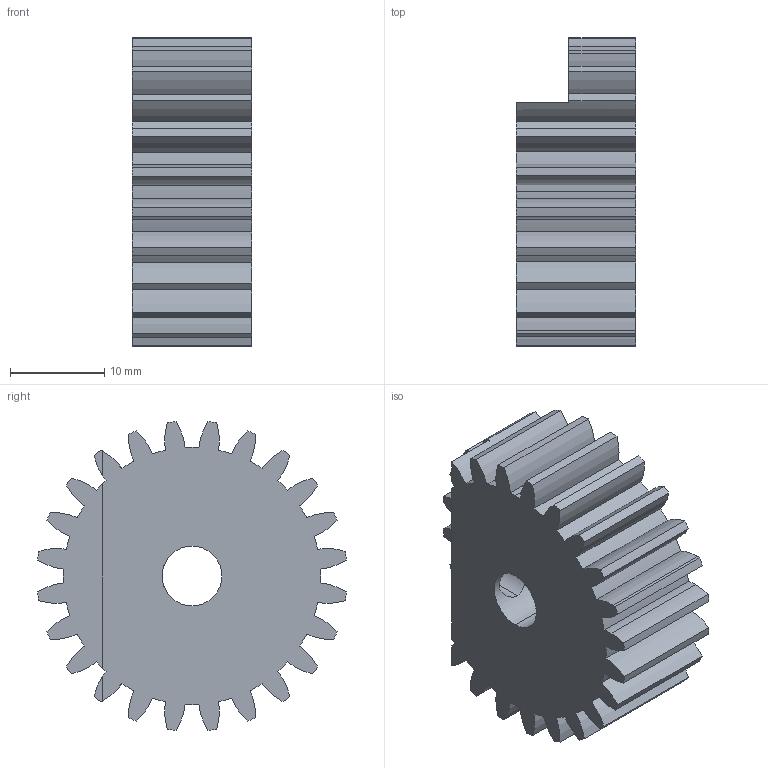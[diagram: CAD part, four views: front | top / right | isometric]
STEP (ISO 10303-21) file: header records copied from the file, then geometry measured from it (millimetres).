
FILE_DESCRIPTION (( 'STEP AP203' ), '1' );
FILE_NAME ('am-2632 24t Gear with Clamp.STEP', '2014-01-16T20:38:50', ( '' ), ( '' ), 'SwSTEP 2.0', 'SolidWorks 2010', '' );
FILE_SCHEMA (( 'CONFIG_CONTROL_DESIGN' ));
Length unit declared in the file: inch
Products named in the file (1): am-2632 24t Gear with Clamp
Bounding box: 12.7 x 32.84 x 32.84 mm (x, y, z)
Volume: 7994.8 mm3; surface area: 4018.9 mm2
Topology: 1 solids, 1 shells, 113 faces, 333 edges, 222 vertices
Faces by surface type: cylinder 105, plane 8
Entity records: 4042 total; most frequent: DIRECTION 773, CARTESIAN_POINT 727, ORIENTED_EDGE 666, EDGE_CURVE 333, AXIS2_PLACEMENT_3D 328, VERTEX_POINT 222, CIRCLE 214, VECTOR 117
